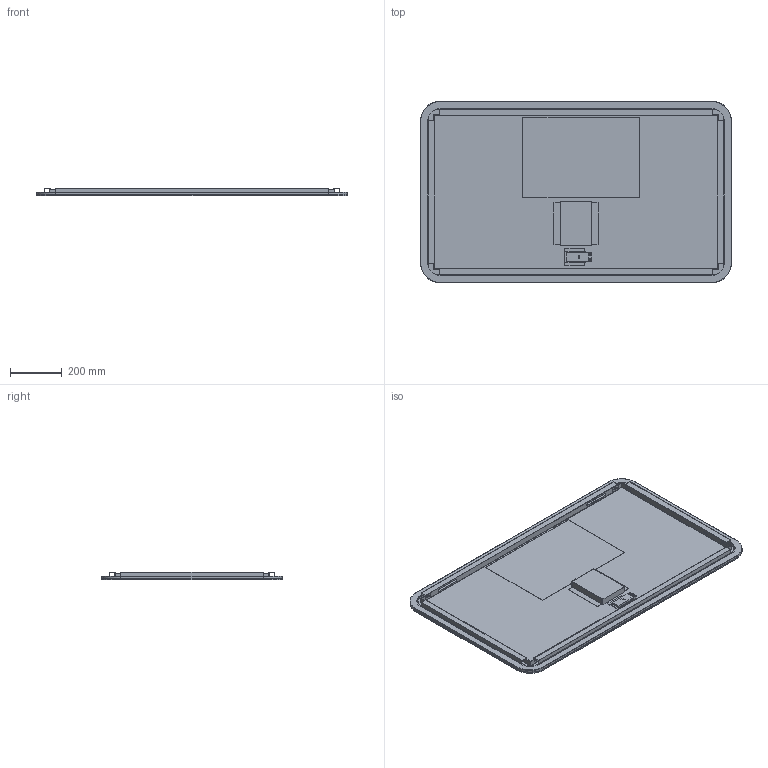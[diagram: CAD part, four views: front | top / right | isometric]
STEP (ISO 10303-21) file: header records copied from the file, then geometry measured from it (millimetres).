
FILE_DESCRIPTION((''),'2;1');
FILE_NAME('MLE12070-X_ASM','2019-02-18T',('Administrator'),(''),'PRO/ENGINEER BY PARAMETRIC TECHNOLOGY CORPORATION, 2010480','PRO/ENGINEER BY PARAMETRIC TECHNOLOGY CORPORATION, 2010480','');
FILE_SCHEMA(('CONFIG_CONTROL_DESIGN'));
Length unit declared in the file: millimetre
Products named in the file (32): PRT0001__1; PRT0002__1; MANIFOLD_SOLID_BREP_2324; MANIFOLD_SOLID_BREP_3170; PRT0003__1_ASM_ASM; PRT0004__1; MANIFOLD_SOLID_BREP_4585; MANIFOLD_SOLID_BREP_5097; MANIFOLD_SOLID_BREP_5609; MANIFOLD_SOLID_BREP_6121; PRT0005__1_ASM_ASM; PRT0007__1; MANIFOLD_SOLID_BREP_6544; MANIFOLD_SOLID_BREP_6760; PRT0008__1_ASM_ASM; PRT009__1; PRT00010_1; PRT00011_1; SJ_1; SJG_1; MANIFOLD_SOLID_BREP_12686; MANIFOLD_SOLID_BREP_12910; LS-1_1_ASM_ASM; G_1; MANIFOLD_SOLID_BREP_14035; MANIFOLD_SOLID_BREP_14691; SJLS_1_ASM_ASM; SJ_ASM_1_ASM_ASM; MLE6060-X_ASM_1_ASM_ASM; MLE12070-X_ASM_ASM; PRT0111; MLE12070-X_ASM
Assembly tree (31 placements, depth 6):
  MLE12070-X_ASM
    MLE12070-X_ASM_ASM
      MLE6060-X_ASM_1_ASM_ASM
        PRT0001__1
        PRT0002__1
        PRT0003__1_ASM_ASM
          MANIFOLD_SOLID_BREP_2324
          MANIFOLD_SOLID_BREP_3170
        PRT0004__1
        PRT0005__1_ASM_ASM
          MANIFOLD_SOLID_BREP_4585
          MANIFOLD_SOLID_BREP_5097
          MANIFOLD_SOLID_BREP_5609
          MANIFOLD_SOLID_BREP_6121
        PRT0007__1
        PRT0008__1_ASM_ASM
          MANIFOLD_SOLID_BREP_6544
          MANIFOLD_SOLID_BREP_6760
        PRT009__1
        PRT00010_1
        PRT00011_1
        SJ_ASM_1_ASM_ASM
          SJ_1
          SJG_1
          LS-1_1_ASM_ASM
            MANIFOLD_SOLID_BREP_12686
            MANIFOLD_SOLID_BREP_12910
          G_1
          SJLS_1_ASM_ASM
            MANIFOLD_SOLID_BREP_14035
            MANIFOLD_SOLID_BREP_14691
    PRT0111
Bounding box: 1200 x 700 x 30 mm (x, y, z)
Volume: 5657392.6 mm3; surface area: 3233344.4 mm2
Topology: 23 solids, 23 shells, 485 faces, 1327 edges, 908 vertices
Faces by surface type: plane 345, cylinder 136, torus 4
Entity records: 16502 total; most frequent: DIRECTION 2843, CARTESIAN_POINT 2834, ORIENTED_EDGE 2654, EDGE_CURVE 1327, VECTOR 955, LINE 955, AXIS2_PLACEMENT_3D 944, VERTEX_POINT 908
